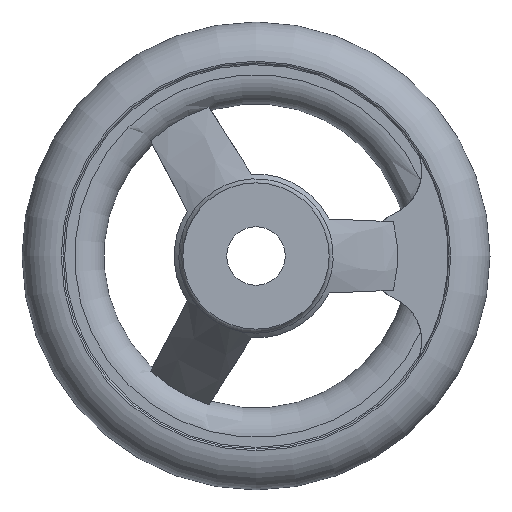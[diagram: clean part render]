
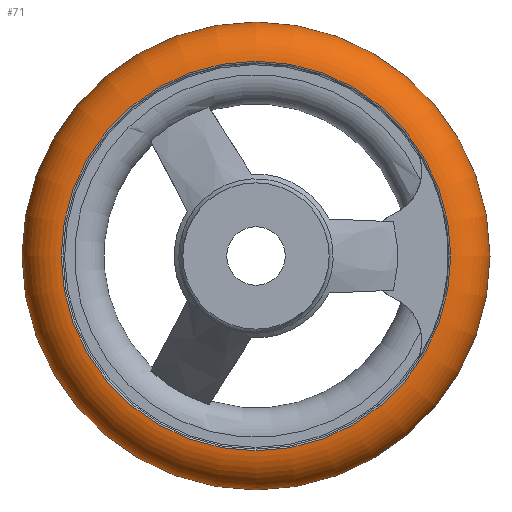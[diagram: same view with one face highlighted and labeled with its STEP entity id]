
A CAD part, front view. The second image highlights one B-rep face of the part: STEP entity #71.
In plain terms, the highlighted toroidal (fillet/blend) face has major radius 33 mm and minor radius 7 mm.
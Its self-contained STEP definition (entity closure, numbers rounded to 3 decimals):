
#71 = ADVANCED_FACE( '', ( #173, #174, #175 ), #176, .T. );
#173 = FACE_BOUND( '', #321, .T. );
#174 = FACE_OUTER_BOUND( '', #322, .T. );
#175 = FACE_OUTER_BOUND( '', #323, .T. );
#176 = TOROIDAL_SURFACE( '', #324, 33., 7. );
#321 = VERTEX_LOOP( '', #529 );
#322 = EDGE_LOOP( '', ( #530 ) );
#323 = EDGE_LOOP( '', ( #531 ) );
#324 = AXIS2_PLACEMENT_3D( '', #532, #533, #534 );
#529 = VERTEX_POINT( '', #843 );
#530 = ORIENTED_EDGE( '', *, *, #844, .T. );
#531 = ORIENTED_EDGE( '', *, *, #845, .F. );
#532 = CARTESIAN_POINT( '', ( 0., 22., 0. ) );
#533 = DIRECTION( '', ( 0., -1., 0. ) );
#534 = DIRECTION( '', ( 0., 0., -1. ) );
#843 = CARTESIAN_POINT( '', ( 0., 22., -40. ) );
#844 = EDGE_CURVE( '', #997, #997, #998, .T. );
#845 = EDGE_CURVE( '', #999, #999, #1000, .T. );
#997 = VERTEX_POINT( '', #1303 );
#998 = CIRCLE( '', #1304, 33.292 );
#999 = VERTEX_POINT( '', #1305 );
#1000 = CIRCLE( '', #1306, 33.292 );
#1303 = CARTESIAN_POINT( '', ( 0., 28.994, -33.292 ) );
#1304 = AXIS2_PLACEMENT_3D( '', #1672, #1673, #1674 );
#1305 = CARTESIAN_POINT( '', ( 0., 15.006, -33.292 ) );
#1306 = AXIS2_PLACEMENT_3D( '', #1675, #1676, #1677 );
#1672 = CARTESIAN_POINT( '', ( 0., 28.994, 0. ) );
#1673 = DIRECTION( '', ( 0., -1., 0. ) );
#1674 = DIRECTION( '', ( 0., 0., -1. ) );
#1675 = CARTESIAN_POINT( '', ( 0., 15.006, 0. ) );
#1676 = DIRECTION( '', ( 0., -1., 0. ) );
#1677 = DIRECTION( '', ( 0., 0., -1. ) );
